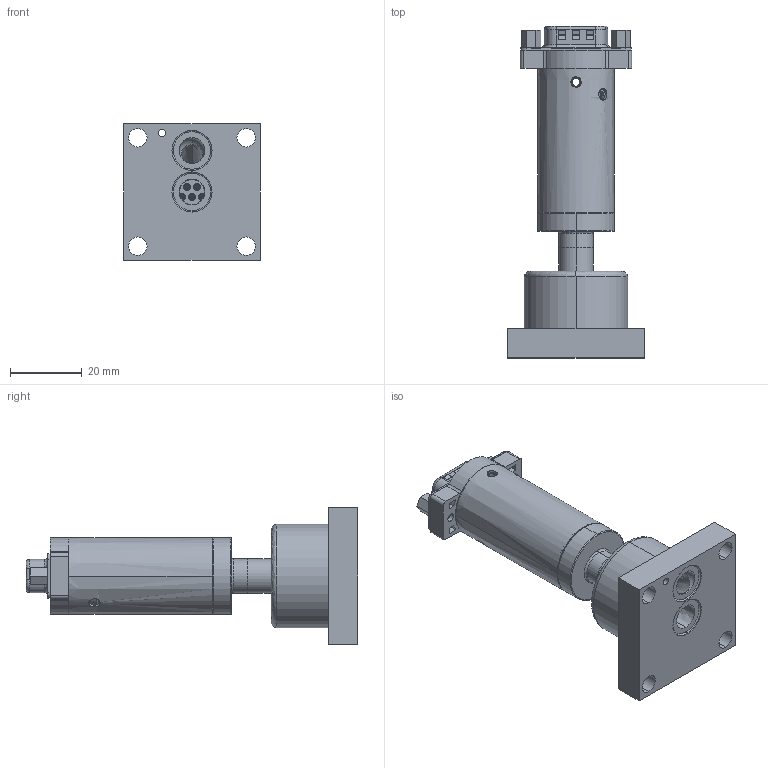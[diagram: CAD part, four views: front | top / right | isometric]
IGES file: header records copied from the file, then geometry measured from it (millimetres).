
Start section: SolidWorks IGES file using analytic representation for surfaces
Global section: file name: GFD-K-CH-L.IGS; native system: SolidWorks 2019; preprocessor: SolidWorks 2019; author: CFehr; date: 200416.150822; units: inch
Bounding box: 37.85 x 92.3 x 37.85 mm (x, y, z)
Volume: 29221.1 mm3; surface area: 20620.1 mm2
Topology: 8 solids, 8 shells, 1402 faces, 3782 edges, 2134 vertices
Faces by surface type: revolution 673, plane 533, bspline 196
